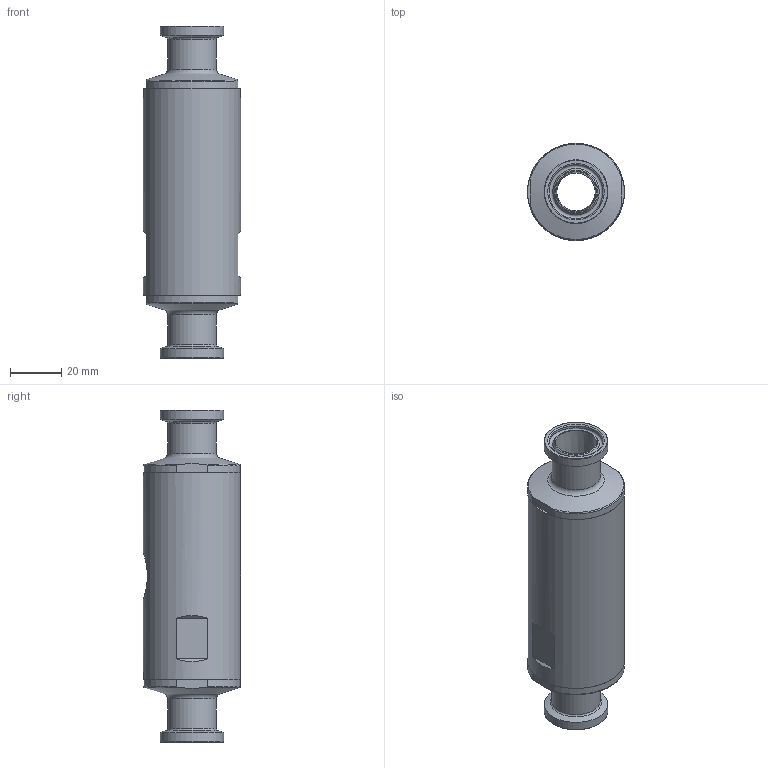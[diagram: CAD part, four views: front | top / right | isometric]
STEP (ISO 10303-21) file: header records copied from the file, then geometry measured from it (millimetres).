
FILE_DESCRIPTION(/* description */ ('STEP AP214'),/* implementation_level */ '2;1');
FILE_NAME(/* name */ '3022837_VZQA-C-M22U-15-S1S1-V4V4S1-4',/* time_stamp */ '2024-09-12T07:45:40+02:00',/* author */ ('License CC BY-ND 4.0'),/* organization */ ('CADENAS'),/* preprocessor_version */ 'ST-DEVELOPER v19.3',/* originating_system */ 'PARTsolutions',/* authorisation */ ' ');
FILE_SCHEMA (('AUTOMOTIVE_DESIGN {1 0 10303 214 3 1 1}'));
Length unit declared in the file: millimetre
Products named in the file (3): 3022837 VZQA-C-M22U-15-S1S1-V4V4S1-4; 8032640 VZQA-C-M22U-15-V4; 3035719 VZQA-C-M22U-15-S1-V4
Assembly tree (3 placements, depth 2):
  3022837 VZQA-C-M22U-15-S1S1-V4V4S1-4
    8032640 VZQA-C-M22U-15-V4
    3035719 VZQA-C-M22U-15-S1-V4  x2
Bounding box: 38 x 38 x 130 mm (x, y, z)
Volume: 87348.9 mm3; surface area: 30063.3 mm2
Topology: 3 solids, 3 shells, 84 faces, 165 edges, 101 vertices
Faces by surface type: plane 29, cylinder 22, torus 18, cone 15
Full cylindrical faces by diameter (mm): 2 x1, 8.566 x1, 15 x1, 19.05 x2, 21.1 x2, 23.1 x2, 25 x2, 29.15 x2, 29.876 x2, 31.5 x2, 38 x1
Entity records: 1333 total; most frequent: CARTESIAN_POINT 240, DIRECTION 232, ORIENTED_EDGE 148, AXIS2_PLACEMENT_3D 108, EDGE_LOOP 96, FACE_BOUND 96, EDGE_CURVE 74, VERTEX_POINT 62
